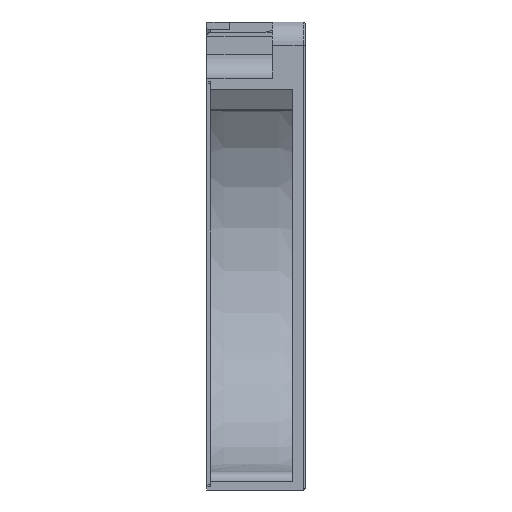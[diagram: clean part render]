
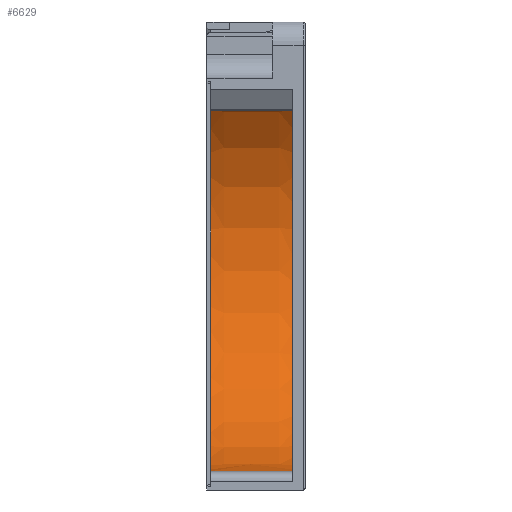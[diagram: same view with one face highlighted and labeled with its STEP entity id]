
A CAD part, left-side view. The second image highlights one B-rep face of the part: STEP entity #6629.
In plain terms, the highlighted face is a extrusion surface.
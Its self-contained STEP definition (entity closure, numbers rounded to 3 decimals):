
#795=CARTESIAN_POINT('',(-13.475,10.1,16.366));
#796=CARTESIAN_POINT('',(-10.036,10.1,20.831));
#797=CARTESIAN_POINT('',(0.541,10.1,25.539));
#798=CARTESIAN_POINT('',(17.96,10.1,20.322));
#799=CARTESIAN_POINT('',(25.981,10.1,2.704));
#800=CARTESIAN_POINT('',(19.224,10.1,-15.99));
#801=CARTESIAN_POINT('',(7.41,10.1,-22.794));
#802=CARTESIAN_POINT('',(0.5,10.1,-23.));
#804=CARTESIAN_POINT('',(0.5,10.1,-23.));
#2174=CARTESIAN_POINT('',(0.5,1.3,-23.));
#2180=CARTESIAN_POINT('',(-13.475,1.3,16.366));
#2181=CARTESIAN_POINT('',(-10.036,1.3,20.831));
#2182=CARTESIAN_POINT('',(0.541,1.3,25.539));
#2183=CARTESIAN_POINT('',(17.96,1.3,20.322));
#2184=CARTESIAN_POINT('',(25.981,1.3,2.704));
#2185=CARTESIAN_POINT('',(19.224,1.3,-15.99));
#2186=CARTESIAN_POINT('',(7.41,1.3,-22.794));
#2187=CARTESIAN_POINT('',(0.5,1.3,-23.));
#2285=DIRECTION('',(0.,-1.,0.));
#2286=VECTOR('',#2285,8.8);
#2287=CARTESIAN_POINT('',(0.5,10.1,-23.));
#2288=LINE('',#2287,#2286);
#2294=DIRECTION('',(0.,1.,0.));
#2295=VECTOR('',#2294,8.8);
#2296=CARTESIAN_POINT('',(-13.475,1.3,16.366));
#2297=LINE('',#2296,#2295);
#2810=CARTESIAN_POINT('',(-13.475,1.3,16.366));
#2811=VERTEX_POINT('',#2810);
#2820=VERTEX_POINT('',#804);
#2821=VERTEX_POINT('',#2174);
#2822=CARTESIAN_POINT('',(-13.475,10.1,16.366));
#2823=VERTEX_POINT('',#2822);
#6609=CARTESIAN_POINT('',(-13.991,10.1,15.661));
#6610=CARTESIAN_POINT('',(-10.568,10.1,20.589));
#6611=CARTESIAN_POINT('',(0.256,10.1,25.624));
#6612=CARTESIAN_POINT('',(17.96,10.1,20.322));
#6613=CARTESIAN_POINT('',(25.981,10.1,2.704));
#6614=CARTESIAN_POINT('',(19.224,10.1,-15.99));
#6615=CARTESIAN_POINT('',(7.147,10.1,-22.946));
#6616=CARTESIAN_POINT('',(-0.098,10.1,-23.012));
#6617=CARTESIAN_POINT('',(-0.4,10.1,-23.008));
#6619=DIRECTION('',(0.,1.,0.));
#6620=VECTOR('',#6619,1.);
#6621=SURFACE_OF_LINEAR_EXTRUSION('',#6618,#6620);
#6623=ORIENTED_EDGE('',*,*,#6622,.F.);
#6624=ORIENTED_EDGE('',*,*,#6466,.T.);
#6625=ORIENTED_EDGE('',*,*,#6603,.F.);
#6626=ORIENTED_EDGE('',*,*,#4528,.F.);
#6627=EDGE_LOOP('',(#6623,#6624,#6625,#6626));
#6628=FACE_OUTER_BOUND('',#6627,.F.);
#6629=ADVANCED_FACE('',(#6628),#6621,.F.);
#803=B_SPLINE_CURVE_WITH_KNOTS('',3,(#795,#796,#797,#798,#799,#800,#801,#802),
.UNSPECIFIED.,.F.,.F.,(4,1,1,1,1,4),(0.,0.181,0.369,
0.568,0.777,1.),.UNSPECIFIED.);
#2188=B_SPLINE_CURVE_WITH_KNOTS('',3,(#2180,#2181,#2182,#2183,#2184,#2185,#2186,
#2187),.UNSPECIFIED.,.F.,.F.,(4,1,1,1,1,4),(0.,0.181,
0.369,0.568,0.777,1.),.UNSPECIFIED.);
#4528=EDGE_CURVE('',#2823,#2820,#803,.T.);
#6466=EDGE_CURVE('',#2811,#2821,#2188,.T.);
#6603=EDGE_CURVE('',#2820,#2821,#2288,.T.);
#6618=B_SPLINE_CURVE_WITH_KNOTS('',3,(#6609,#6610,#6611,#6612,#6613,#6614,#6615,
#6616,#6617),.UNSPECIFIED.,.F.,.F.,(4,1,1,1,1,1,4),(0.,0.186,
0.371,0.567,0.772,0.991,1.),
.UNSPECIFIED.);
#6622=EDGE_CURVE('',#2811,#2823,#2297,.T.);
